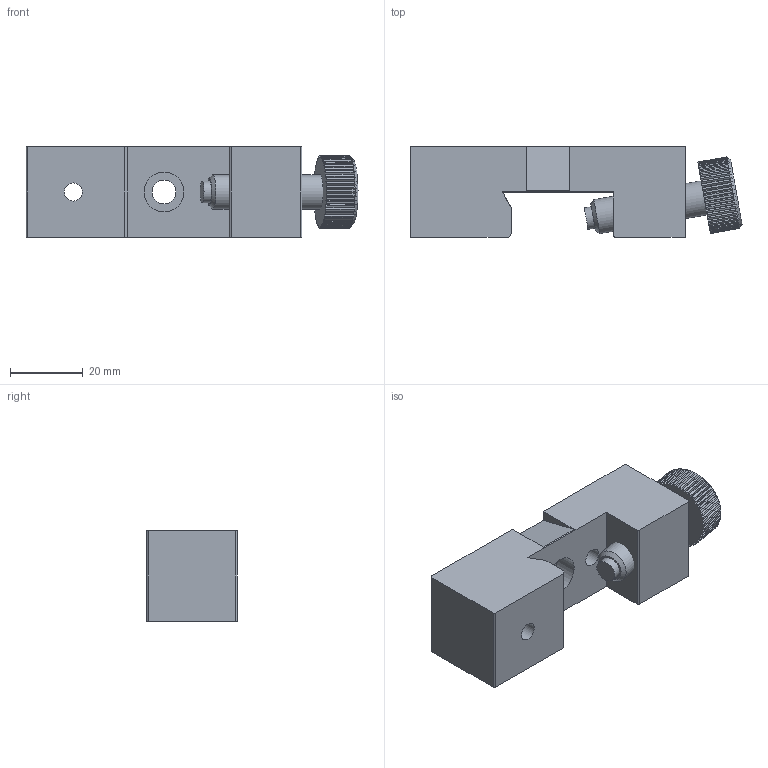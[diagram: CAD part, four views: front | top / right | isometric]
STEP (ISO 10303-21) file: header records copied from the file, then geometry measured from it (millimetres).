
FILE_DESCRIPTION (( 'STEP AP203' ), '1' );
FILE_NAME ('CR-3.step', '2017-01-11T07:14:36', ( '¦K¬P' ), ( '' ), 'SwSTEP 2.0', 'SolidWorks 2012', '' );
FILE_SCHEMA (( 'CONFIG_CONTROL_DESIGN' ));
Length unit declared in the file: millimetre
Products named in the file (1): CR-3
Bounding box: 91.42 x 25 x 25 mm (x, y, z)
Surface area: 12501.9 mm2 (no closed solid volume)
Topology: 0 solids, 3 shells, 208 faces, 604 edges, 402 vertices
Faces by surface type: plane 134, cylinder 72, cone 2
Full cylindrical faces by diameter (mm): 5 x4, 6 x1, 6.5 x1, 6.6 x1, 9.5 x1, 11 x2
Entity records: 7017 total; most frequent: CARTESIAN_POINT 1610, ORIENTED_EDGE 1168, DIRECTION 1030, EDGE_CURVE 587, VERTEX_POINT 398, AXIS2_PLACEMENT_3D 352, LINE 326, VECTOR 326
